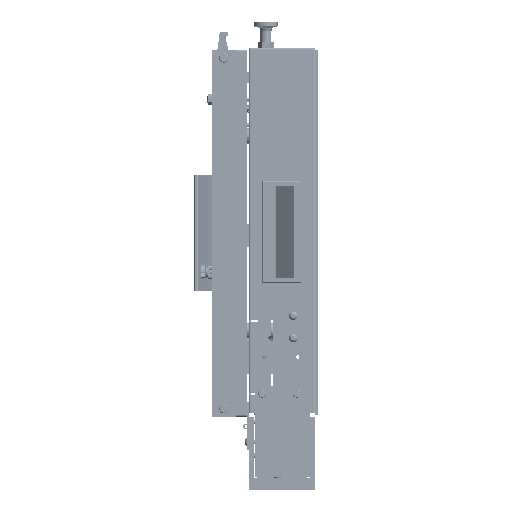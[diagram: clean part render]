
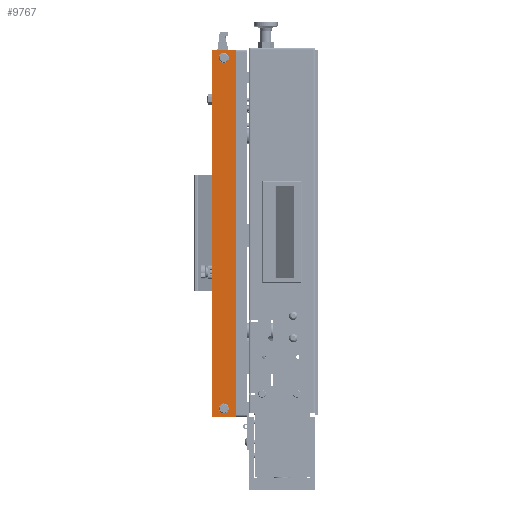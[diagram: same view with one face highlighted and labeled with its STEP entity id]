
A CAD part, left-side view. The second image highlights one B-rep face of the part: STEP entity #9767.
In plain terms, the highlighted face is planar.
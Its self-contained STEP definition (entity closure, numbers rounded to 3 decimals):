
#2566 = VERTEX_POINT ( 'NONE', #14430 ) ;
#2617 = VECTOR ( 'NONE', #95852, 1000. ) ;
#5700 = DIRECTION ( 'NONE',  ( 0., -1., 0. ) ) ;
#9323 = PLANE ( 'NONE',  #58391 ) ;
#9767 = ADVANCED_FACE ( 'NONE', ( #141987, #19443, #10073 ), #9323, .F. ) ;
#10073 = FACE_OUTER_BOUND ( 'NONE', #152896, .T. ) ;
#13836 = ORIENTED_EDGE ( 'NONE', *, *, #46183, .F. ) ;
#14430 = CARTESIAN_POINT ( 'NONE',  ( -165., 21.5, 7.5 ) ) ;
#14958 = EDGE_LOOP ( 'NONE', ( #13836, #138565 ) ) ;
#19443 = FACE_BOUND ( 'NONE', #14958, .T. ) ;
#20647 = DIRECTION ( 'NONE',  ( 0., 0., -1. ) ) ;
#22513 = CARTESIAN_POINT ( 'NONE',  ( 165., 0.5, 7.5 ) ) ;
#24004 = VERTEX_POINT ( 'NONE', #113851 ) ;
#25615 = CIRCLE ( 'NONE', #52918, 4.5 ) ;
#25959 = CARTESIAN_POINT ( 'NONE',  ( -165., 0.5, 7.5 ) ) ;
#28101 = VERTEX_POINT ( 'NONE', #25959 ) ;
#28688 = ORIENTED_EDGE ( 'NONE', *, *, #44823, .F. ) ;
#30389 = DIRECTION ( 'NONE',  ( 0., 0., 1. ) ) ;
#31009 = VERTEX_POINT ( 'NONE', #62612 ) ;
#37647 = VERTEX_POINT ( 'NONE', #22513 ) ;
#40008 = DIRECTION ( 'NONE',  ( 0., 0., 1. ) ) ;
#40078 = EDGE_CURVE ( 'NONE', #116910, #37647, #153999, .T. ) ;
#41926 = VECTOR ( 'NONE', #131319, 1000. ) ;
#43178 = CARTESIAN_POINT ( 'NONE',  ( 165., 22., 7.5 ) ) ;
#44823 = EDGE_CURVE ( 'NONE', #31009, #90055, #47507, .T. ) ;
#45252 = CARTESIAN_POINT ( 'NONE',  ( -165., 0., 7.5 ) ) ;
#45446 = ORIENTED_EDGE ( 'NONE', *, *, #117042, .T. ) ;
#45884 = DIRECTION ( 'NONE',  ( 1., 0., 0. ) ) ;
#46183 = EDGE_CURVE ( 'NONE', #103768, #24004, #50929, .T. ) ;
#47243 = EDGE_LOOP ( 'NONE', ( #28688, #145696 ) ) ;
#47507 = CIRCLE ( 'NONE', #83683, 4.5 ) ;
#48026 = CARTESIAN_POINT ( 'NONE',  ( -165., 21.5, 7.5 ) ) ;
#48121 = CARTESIAN_POINT ( 'NONE',  ( -153., 11., 7.5 ) ) ;
#50929 = CIRCLE ( 'NONE', #137371, 4.5 ) ;
#52172 = ORIENTED_EDGE ( 'NONE', *, *, #40078, .F. ) ;
#52918 = AXIS2_PLACEMENT_3D ( 'NONE', #126783, #40008, #112866 ) ;
#53646 = EDGE_CURVE ( 'NONE', #2566, #28101, #93678, .T. ) ;
#55641 = ORIENTED_EDGE ( 'NONE', *, *, #70311, .T. ) ;
#57362 = CARTESIAN_POINT ( 'NONE',  ( -165., 22., 7.5 ) ) ;
#58213 = VECTOR ( 'NONE', #106943, 1000. ) ;
#58391 = AXIS2_PLACEMENT_3D ( 'NONE', #45252, #20647, #59086 ) ;
#59086 = DIRECTION ( 'NONE',  ( -1., 0., 0. ) ) ;
#59469 = CARTESIAN_POINT ( 'NONE',  ( 165., 0.5, 7.5 ) ) ;
#61907 = VECTOR ( 'NONE', #5700, 1000. ) ;
#62612 = CARTESIAN_POINT ( 'NONE',  ( 162., 11., 7.5 ) ) ;
#70311 = EDGE_CURVE ( 'NONE', #116910, #2566, #117579, .T. ) ;
#83683 = AXIS2_PLACEMENT_3D ( 'NONE', #103687, #30389, #45884 ) ;
#90055 = VERTEX_POINT ( 'NONE', #103485 ) ;
#93678 = LINE ( 'NONE', #57362, #41926 ) ;
#95852 = DIRECTION ( 'NONE',  ( 1., 0., 0. ) ) ;
#103485 = CARTESIAN_POINT ( 'NONE',  ( 153., 11., 7.5 ) ) ;
#103687 = CARTESIAN_POINT ( 'NONE',  ( 157.5, 11., 7.5 ) ) ;
#103768 = VERTEX_POINT ( 'NONE', #48121 ) ;
#106032 = LINE ( 'NONE', #59469, #2617 ) ;
#106943 = DIRECTION ( 'NONE',  ( -1., 0., 0. ) ) ;
#108504 = DIRECTION ( 'NONE',  ( 0., 0., 1. ) ) ;
#112866 = DIRECTION ( 'NONE',  ( 1., 0., 0. ) ) ;
#113851 = CARTESIAN_POINT ( 'NONE',  ( -162., 11., 7.5 ) ) ;
#116910 = VERTEX_POINT ( 'NONE', #117382 ) ;
#117042 = EDGE_CURVE ( 'NONE', #28101, #37647, #106032, .T. ) ;
#117382 = CARTESIAN_POINT ( 'NONE',  ( 165., 21.5, 7.5 ) ) ;
#117579 = LINE ( 'NONE', #48026, #58213 ) ;
#117673 = EDGE_CURVE ( 'NONE', #24004, #103768, #25615, .T. ) ;
#118119 = ORIENTED_EDGE ( 'NONE', *, *, #53646, .T. ) ;
#126783 = CARTESIAN_POINT ( 'NONE',  ( -157.5, 11., 7.5 ) ) ;
#130291 = CARTESIAN_POINT ( 'NONE',  ( -157.5, 11., 7.5 ) ) ;
#130810 = DIRECTION ( 'NONE',  ( 0., 0., 1. ) ) ;
#131121 = EDGE_CURVE ( 'NONE', #90055, #31009, #143083, .T. ) ;
#131319 = DIRECTION ( 'NONE',  ( 0., -1., 0. ) ) ;
#133720 = DIRECTION ( 'NONE',  ( 1., 0., 0. ) ) ;
#137371 = AXIS2_PLACEMENT_3D ( 'NONE', #130291, #130810, #142545 ) ;
#138565 = ORIENTED_EDGE ( 'NONE', *, *, #117673, .F. ) ;
#141987 = FACE_BOUND ( 'NONE', #47243, .T. ) ;
#142042 = AXIS2_PLACEMENT_3D ( 'NONE', #156723, #108504, #133720 ) ;
#142545 = DIRECTION ( 'NONE',  ( 1., 0., 0. ) ) ;
#143083 = CIRCLE ( 'NONE', #142042, 4.5 ) ;
#145696 = ORIENTED_EDGE ( 'NONE', *, *, #131121, .F. ) ;
#152896 = EDGE_LOOP ( 'NONE', ( #52172, #55641, #118119, #45446 ) ) ;
#153999 = LINE ( 'NONE', #43178, #61907 ) ;
#156723 = CARTESIAN_POINT ( 'NONE',  ( 157.5, 11., 7.5 ) ) ;
